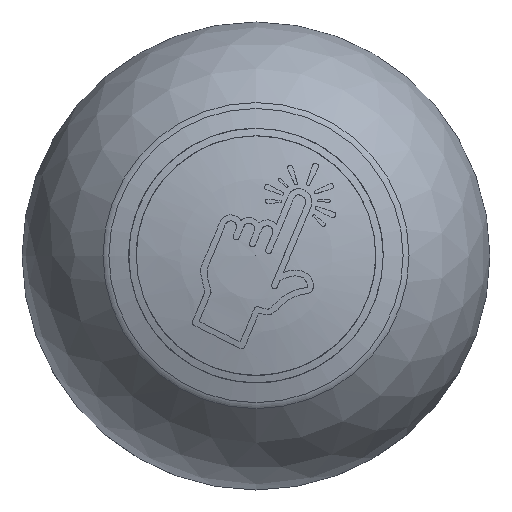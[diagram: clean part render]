
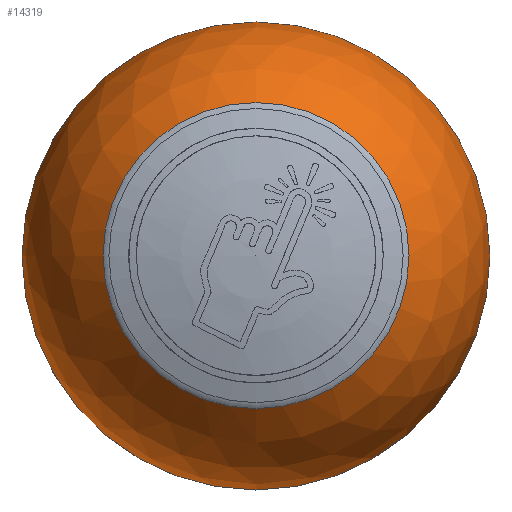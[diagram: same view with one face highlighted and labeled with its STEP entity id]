
A CAD part, top view. The second image highlights one B-rep face of the part: STEP entity #14319.
In plain terms, the highlighted spherical face has radius 25 mm.
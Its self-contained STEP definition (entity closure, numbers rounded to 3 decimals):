
#31=SPHERICAL_SURFACE('',#15067,25.);
#96=CIRCLE('',#15068,16.357);
#97=CIRCLE('',#15069,25.);
#98=CIRCLE('',#15070,25.);
#2847=FACE_OUTER_BOUND('',#3597,.T.);
#3597=EDGE_LOOP('',(#12328,#12329,#12330,#12331));
#6371=VERTEX_POINT('',#27138);
#6372=VERTEX_POINT('',#27140);
#8453=EDGE_CURVE('',#6371,#6371,#96,.T.);
#8454=EDGE_CURVE('',#6371,#6372,#97,.T.);
#8455=EDGE_CURVE('',#6372,#6372,#98,.T.);
#12328=ORIENTED_EDGE('',*,*,#8453,.F.);
#12329=ORIENTED_EDGE('',*,*,#8454,.T.);
#12330=ORIENTED_EDGE('',*,*,#8455,.T.);
#12331=ORIENTED_EDGE('',*,*,#8454,.F.);
#14319=ADVANCED_FACE('',(#2847),#31,.T.);
#15067=AXIS2_PLACEMENT_3D('',#27137,#17127,#17128);
#15068=AXIS2_PLACEMENT_3D('',#27139,#17129,#17130);
#15069=AXIS2_PLACEMENT_3D('',#27141,#17131,#17132);
#15070=AXIS2_PLACEMENT_3D('',#27142,#17133,#17134);
#17127=DIRECTION('center_axis',(0.,0.,1.));
#17128=DIRECTION('ref_axis',(1.,0.,0.));
#17129=DIRECTION('center_axis',(0.,0.,1.));
#17130=DIRECTION('ref_axis',(1.,0.,0.));
#17131=DIRECTION('center_axis',(0.,-1.,0.));
#17132=DIRECTION('ref_axis',(-1.,0.,0.));
#17133=DIRECTION('center_axis',(0.,0.,1.));
#17134=DIRECTION('ref_axis',(1.,0.,0.));
#27137=CARTESIAN_POINT('Origin',(0.,0.,11.));
#27138=CARTESIAN_POINT('',(-16.357,0.,29.906));
#27139=CARTESIAN_POINT('Origin',(0.,0.,29.906));
#27140=CARTESIAN_POINT('',(-25.,0.,11.));
#27141=CARTESIAN_POINT('Origin',(0.,0.,11.));
#27142=CARTESIAN_POINT('Origin',(0.,0.,11.));
